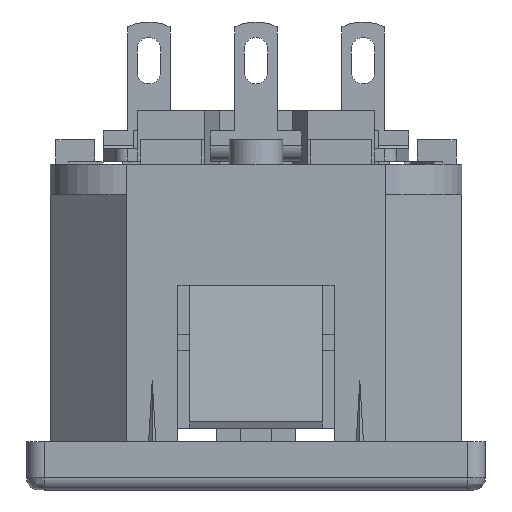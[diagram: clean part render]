
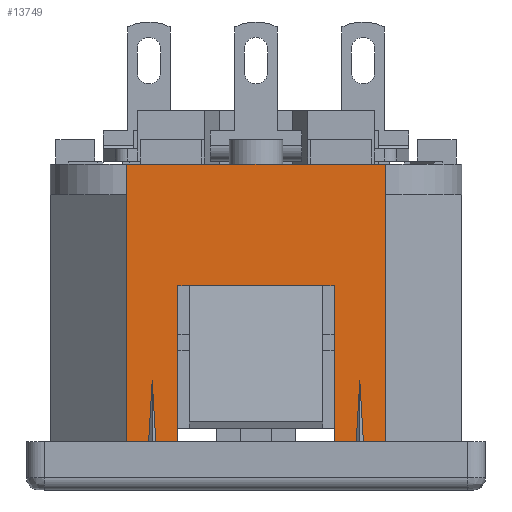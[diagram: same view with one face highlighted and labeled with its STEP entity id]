
A CAD part, front view. The second image highlights one B-rep face of the part: STEP entity #13749.
In plain terms, the highlighted planar face has unit normal (0, -1, 0).
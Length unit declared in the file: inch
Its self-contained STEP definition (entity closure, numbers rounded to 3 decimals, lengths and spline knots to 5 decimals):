
#118 = EDGE_CURVE ( 'NONE', #8693, #7204, #669, .T. ) ;
#145 = CARTESIAN_POINT ( 'NONE',  ( -0.25787, -0.38051, 0.12402 ) ) ;
#167 = DIRECTION ( 'NONE',  ( 0., 0., 1. ) ) ;
#233 = VERTEX_POINT ( 'NONE', #1076 ) ;
#317 = EDGE_CURVE ( 'NONE', #233, #1646, #1139, .T. ) ;
#351 = CARTESIAN_POINT ( 'NONE',  ( -0.33307, -0.38051, 0.83858 ) ) ;
#452 = CARTESIAN_POINT ( 'NONE',  ( 0.25787, -0.38051, 0.12402 ) ) ;
#536 = EDGE_CURVE ( 'NONE', #8693, #6598, #10500, .T. ) ;
#636 = VERTEX_POINT ( 'NONE', #9508 ) ;
#669 = LINE ( 'NONE', #12444, #9139 ) ;
#794 = DIRECTION ( 'NONE',  ( 1., 0., 0. ) ) ;
#945 = EDGE_CURVE ( 'NONE', #233, #2809, #1535, .T. ) ;
#1047 = CARTESIAN_POINT ( 'NONE',  ( -0.27638, -0.38051, 0.12402 ) ) ;
#1076 = CARTESIAN_POINT ( 'NONE',  ( 0.27638, -0.38051, 0.12402 ) ) ;
#1100 = VERTEX_POINT ( 'NONE', #12675 ) ;
#1139 = LINE ( 'NONE', #7557, #7350 ) ;
#1151 = CARTESIAN_POINT ( 'NONE',  ( 0.33307, -0.38051, 0.83858 ) ) ;
#1477 = DIRECTION ( 'NONE',  ( 0., 0., 1. ) ) ;
#1519 = ORIENTED_EDGE ( 'NONE', *, *, #7332, .T. ) ;
#1535 = LINE ( 'NONE', #12333, #12321 ) ;
#1646 = VERTEX_POINT ( 'NONE', #3185 ) ;
#1786 = VERTEX_POINT ( 'NONE', #9022 ) ;
#1925 = EDGE_CURVE ( 'NONE', #12701, #1786, #12768, .T. ) ;
#2125 = ORIENTED_EDGE ( 'NONE', *, *, #3875, .F. ) ;
#2139 = CARTESIAN_POINT ( 'NONE',  ( 0.20118, -0.38051, 0.12402 ) ) ;
#2294 = CARTESIAN_POINT ( 'NONE',  ( 0.20118, -0.38051, 0.52559 ) ) ;
#2762 = VECTOR ( 'NONE', #12352, 39.37008 ) ;
#2809 = VERTEX_POINT ( 'NONE', #4398 ) ;
#2841 = LINE ( 'NONE', #6154, #4526 ) ;
#2893 = LINE ( 'NONE', #5932, #8614 ) ;
#2971 = LINE ( 'NONE', #5941, #6635 ) ;
#3005 = VECTOR ( 'NONE', #167, 39.37008 ) ;
#3161 = ORIENTED_EDGE ( 'NONE', *, *, #12470, .T. ) ;
#3185 = CARTESIAN_POINT ( 'NONE',  ( 0.26713, -0.38051, 0.2815 ) ) ;
#3252 = CARTESIAN_POINT ( 'NONE',  ( -0.17126, -0.38051, 0.52559 ) ) ;
#3382 = ORIENTED_EDGE ( 'NONE', *, *, #118, .F. ) ;
#3514 = EDGE_CURVE ( 'NONE', #636, #7204, #9773, .T. ) ;
#3691 = LINE ( 'NONE', #452, #5166 ) ;
#3720 = VECTOR ( 'NONE', #1477, 39.37008 ) ;
#3875 = EDGE_CURVE ( 'NONE', #10217, #1100, #7644, .T. ) ;
#3948 = LINE ( 'NONE', #11286, #2762 ) ;
#4009 = CARTESIAN_POINT ( 'NONE',  ( -0.33307, -0.38051, 0.83858 ) ) ;
#4025 = CARTESIAN_POINT ( 'NONE',  ( 0.20118, -0.38051, 0.12402 ) ) ;
#4061 = DIRECTION ( 'NONE',  ( 0., -1., 0. ) ) ;
#4084 = EDGE_CURVE ( 'NONE', #6527, #1646, #3691, .T. ) ;
#4258 = CARTESIAN_POINT ( 'NONE',  ( -0.20118, -0.38051, 0.12402 ) ) ;
#4398 = CARTESIAN_POINT ( 'NONE',  ( 0.33307, -0.38051, 0.12402 ) ) ;
#4470 = DIRECTION ( 'NONE',  ( -1., 0., 0. ) ) ;
#4526 = VECTOR ( 'NONE', #794, 39.37008 ) ;
#4687 = ORIENTED_EDGE ( 'NONE', *, *, #4084, .T. ) ;
#5166 = VECTOR ( 'NONE', #5877, 39.37008 ) ;
#5763 = EDGE_CURVE ( 'NONE', #9864, #6527, #2841, .T. ) ;
#5855 = CARTESIAN_POINT ( 'NONE',  ( -0.20118, -0.38051, 0.12402 ) ) ;
#5877 = DIRECTION ( 'NONE',  ( 0.059, 0., 0.998 ) ) ;
#5932 = CARTESIAN_POINT ( 'NONE',  ( -0.33307, -0.38051, 0.12402 ) ) ;
#5941 = CARTESIAN_POINT ( 'NONE',  ( -0.33307, -0.38051, 0.83858 ) ) ;
#5959 = DIRECTION ( 'NONE',  ( -0.059, 0., 0.998 ) ) ;
#6027 = ORIENTED_EDGE ( 'NONE', *, *, #9451, .F. ) ;
#6058 = DIRECTION ( 'NONE',  ( 1., 0., 0. ) ) ;
#6154 = CARTESIAN_POINT ( 'NONE',  ( 0.20118, -0.38051, 0.12402 ) ) ;
#6481 = ORIENTED_EDGE ( 'NONE', *, *, #5763, .T. ) ;
#6527 = VERTEX_POINT ( 'NONE', #12590 ) ;
#6598 = VERTEX_POINT ( 'NONE', #4258 ) ;
#6608 = DIRECTION ( 'NONE',  ( 0.059, 0., 0.998 ) ) ;
#6635 = VECTOR ( 'NONE', #11365, 39.37008 ) ;
#7038 = DIRECTION ( 'NONE',  ( 1., 0., 0. ) ) ;
#7156 = CARTESIAN_POINT ( 'NONE',  ( 0.33307, -0.38051, 0.83858 ) ) ;
#7174 = CARTESIAN_POINT ( 'NONE',  ( -0.17126, -0.38051, 0.52559 ) ) ;
#7199 = DIRECTION ( 'NONE',  ( 1., 0., 0. ) ) ;
#7204 = VERTEX_POINT ( 'NONE', #10087 ) ;
#7281 = EDGE_CURVE ( 'NONE', #11542, #9774, #3948, .T. ) ;
#7312 = FACE_OUTER_BOUND ( 'NONE', #7679, .T. ) ;
#7332 = EDGE_CURVE ( 'NONE', #12701, #636, #2893, .T. ) ;
#7350 = VECTOR ( 'NONE', #11860, 39.37008 ) ;
#7512 = CARTESIAN_POINT ( 'NONE',  ( -0.17126, -0.38051, 0.52559 ) ) ;
#7557 = CARTESIAN_POINT ( 'NONE',  ( 0.27638, -0.38051, 0.12402 ) ) ;
#7607 = VECTOR ( 'NONE', #6608, 39.37008 ) ;
#7644 = LINE ( 'NONE', #7512, #8088 ) ;
#7679 = EDGE_LOOP ( 'NONE', ( #9231, #11985, #6027, #13640, #12838, #7740, #1519, #13427, #3382, #13558, #3161, #2125, #13032, #7859, #12617, #6481, #4687, #13307 ) ) ;
#7740 = ORIENTED_EDGE ( 'NONE', *, *, #1925, .F. ) ;
#7759 = DIRECTION ( 'NONE',  ( 0., 0., 1. ) ) ;
#7841 = CARTESIAN_POINT ( 'NONE',  ( 0.17126, -0.38051, 0.52559 ) ) ;
#7859 = ORIENTED_EDGE ( 'NONE', *, *, #7281, .F. ) ;
#8019 = VECTOR ( 'NONE', #9222, 39.37008 ) ;
#8088 = VECTOR ( 'NONE', #4470, 39.37008 ) ;
#8221 = VECTOR ( 'NONE', #6058, 39.37008 ) ;
#8408 = DIRECTION ( 'NONE',  ( 0., 0., -1. ) ) ;
#8614 = VECTOR ( 'NONE', #7199, 39.37008 ) ;
#8693 = VERTEX_POINT ( 'NONE', #145 ) ;
#8805 = CARTESIAN_POINT ( 'NONE',  ( 0.33307, -0.38051, 0.12402 ) ) ;
#9022 = CARTESIAN_POINT ( 'NONE',  ( -0.33307, -0.38051, 0.75984 ) ) ;
#9133 = AXIS2_PLACEMENT_3D ( 'NONE', #13722, #4061, #12459 ) ;
#9139 = VECTOR ( 'NONE', #5959, 39.37008 ) ;
#9222 = DIRECTION ( 'NONE',  ( 1., 0., 0. ) ) ;
#9231 = ORIENTED_EDGE ( 'NONE', *, *, #945, .T. ) ;
#9451 = EDGE_CURVE ( 'NONE', #10709, #12930, #13767, .T. ) ;
#9508 = CARTESIAN_POINT ( 'NONE',  ( -0.27638, -0.38051, 0.12402 ) ) ;
#9585 = EDGE_CURVE ( 'NONE', #9864, #11542, #12005, .T. ) ;
#9773 = LINE ( 'NONE', #1047, #7607 ) ;
#9774 = VERTEX_POINT ( 'NONE', #7841 ) ;
#9864 = VERTEX_POINT ( 'NONE', #4025 ) ;
#10087 = CARTESIAN_POINT ( 'NONE',  ( -0.26713, -0.38051, 0.2815 ) ) ;
#10209 = VECTOR ( 'NONE', #8408, 39.37008 ) ;
#10217 = VERTEX_POINT ( 'NONE', #7174 ) ;
#10300 = CARTESIAN_POINT ( 'NONE',  ( -0.33307, -0.38051, 0.12402 ) ) ;
#10475 = PLANE ( 'NONE',  #9133 ) ;
#10487 = VECTOR ( 'NONE', #7759, 39.37008 ) ;
#10500 = LINE ( 'NONE', #11567, #8019 ) ;
#10709 = VERTEX_POINT ( 'NONE', #1151 ) ;
#10954 = EDGE_CURVE ( 'NONE', #13129, #1786, #2971, .T. ) ;
#11140 = LINE ( 'NONE', #5855, #10487 ) ;
#11207 = EDGE_CURVE ( 'NONE', #2809, #12930, #12061, .T. ) ;
#11286 = CARTESIAN_POINT ( 'NONE',  ( 0.20118, -0.38051, 0.52559 ) ) ;
#11365 = DIRECTION ( 'NONE',  ( 0., 0., -1. ) ) ;
#11418 = LINE ( 'NONE', #4009, #8221 ) ;
#11542 = VERTEX_POINT ( 'NONE', #2294 ) ;
#11567 = CARTESIAN_POINT ( 'NONE',  ( -0.25787, -0.38051, 0.12402 ) ) ;
#11583 = LINE ( 'NONE', #3252, #11845 ) ;
#11845 = VECTOR ( 'NONE', #11926, 39.37008 ) ;
#11855 = VECTOR ( 'NONE', #12482, 39.37008 ) ;
#11860 = DIRECTION ( 'NONE',  ( -0.059, 0., 0.998 ) ) ;
#11926 = DIRECTION ( 'NONE',  ( 1., 0., 0. ) ) ;
#11985 = ORIENTED_EDGE ( 'NONE', *, *, #11207, .T. ) ;
#12005 = LINE ( 'NONE', #2139, #3005 ) ;
#12059 = CARTESIAN_POINT ( 'NONE',  ( 0.33307, -0.38051, 0.75984 ) ) ;
#12061 = LINE ( 'NONE', #8805, #3720 ) ;
#12243 = EDGE_CURVE ( 'NONE', #10217, #9774, #11583, .T. ) ;
#12321 = VECTOR ( 'NONE', #7038, 39.37008 ) ;
#12333 = CARTESIAN_POINT ( 'NONE',  ( 0.27638, -0.38051, 0.12402 ) ) ;
#12352 = DIRECTION ( 'NONE',  ( -1., 0., 0. ) ) ;
#12444 = CARTESIAN_POINT ( 'NONE',  ( -0.25787, -0.38051, 0.12402 ) ) ;
#12459 = DIRECTION ( 'NONE',  ( 0., 0., -1. ) ) ;
#12470 = EDGE_CURVE ( 'NONE', #6598, #1100, #11140, .T. ) ;
#12482 = DIRECTION ( 'NONE',  ( 0., 0., 1. ) ) ;
#12558 = CARTESIAN_POINT ( 'NONE',  ( -0.33307, -0.38051, 0.12402 ) ) ;
#12590 = CARTESIAN_POINT ( 'NONE',  ( 0.25787, -0.38051, 0.12402 ) ) ;
#12617 = ORIENTED_EDGE ( 'NONE', *, *, #9585, .F. ) ;
#12675 = CARTESIAN_POINT ( 'NONE',  ( -0.20118, -0.38051, 0.52559 ) ) ;
#12701 = VERTEX_POINT ( 'NONE', #10300 ) ;
#12768 = LINE ( 'NONE', #12558, #11855 ) ;
#12838 = ORIENTED_EDGE ( 'NONE', *, *, #10954, .T. ) ;
#12930 = VERTEX_POINT ( 'NONE', #12059 ) ;
#13032 = ORIENTED_EDGE ( 'NONE', *, *, #12243, .T. ) ;
#13129 = VERTEX_POINT ( 'NONE', #351 ) ;
#13174 = EDGE_CURVE ( 'NONE', #13129, #10709, #11418, .T. ) ;
#13307 = ORIENTED_EDGE ( 'NONE', *, *, #317, .F. ) ;
#13427 = ORIENTED_EDGE ( 'NONE', *, *, #3514, .T. ) ;
#13558 = ORIENTED_EDGE ( 'NONE', *, *, #536, .T. ) ;
#13640 = ORIENTED_EDGE ( 'NONE', *, *, #13174, .F. ) ;
#13722 = CARTESIAN_POINT ( 'NONE',  ( -0.52992, -0.38051, 0.12402 ) ) ;
#13749 = ADVANCED_FACE ( 'NONE', ( #7312 ), #10475, .T. ) ;
#13767 = LINE ( 'NONE', #7156, #10209 ) ;
